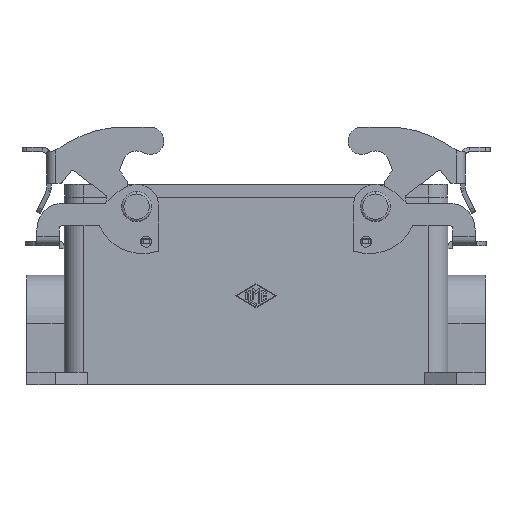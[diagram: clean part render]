
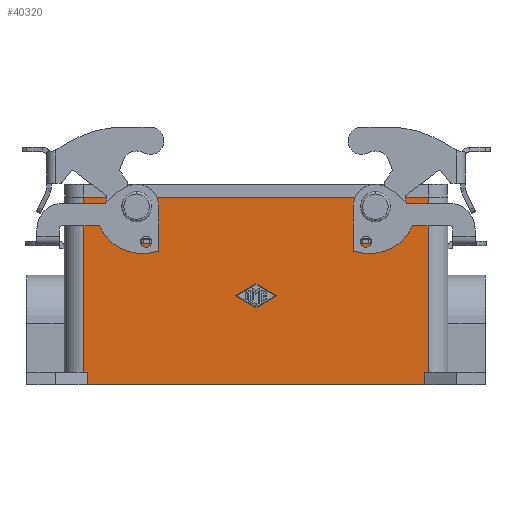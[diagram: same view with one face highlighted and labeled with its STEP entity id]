
A CAD part, front view. The second image highlights one B-rep face of the part: STEP entity #40320.
In plain terms, the highlighted planar face has unit normal (0, -1, 0).
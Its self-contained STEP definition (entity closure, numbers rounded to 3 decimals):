
#13360=CARTESIAN_POINT('',(0.,-22.25,1.5)
);
#13370=VERTEX_POINT('',#13360);
#13420=CARTESIAN_POINT('',(0.,-22.25,0.));
#13430=DIRECTION('',(0.,1.,0.));
#13440=DIRECTION('',(0.,0.,1.));
#13450=AXIS2_PLACEMENT_3D('',#13420,#13430,#13440);
#13460=CIRCLE('',#13450,1.5);
#13470=CARTESIAN_POINT('',(0.,-22.25,
-1.5));
#13480=VERTEX_POINT('',#13470);
#13490=EDGE_CURVE('',#13370,#13480,#13460,.T.);
#18980=CARTESIAN_POINT('',(-75.,-22.25,1.5));
#18990=VERTEX_POINT('',#18980);
#19170=CARTESIAN_POINT('',(-75.,-22.25,-1.5));
#19180=VERTEX_POINT('',#19170);
#19210=CARTESIAN_POINT('',(-75.,-22.25,0.));
#19220=DIRECTION('',(0.,1.,0.));
#19230=DIRECTION('',(0.,0.,1.));
#19240=AXIS2_PLACEMENT_3D('',#19210,#19220,#19230);
#19250=CIRCLE('',#19240,1.5);
#19260=EDGE_CURVE('',#19180,#18990,#19250,.T.);
#31740=CARTESIAN_POINT('',(-37.5,-22.25,-31.749));
#31750=VERTEX_POINT('',#31740);
#31800=CARTESIAN_POINT('',(-37.5,-22.25,-31.749));
#31810=DIRECTION('',(-0.866,0.,0.5));
#31820=VECTOR('',#31810,7.504);
#31830=LINE('',#31800,#31820);
#31840=CARTESIAN_POINT('',(-44.,-22.25,-28.));
#31850=VERTEX_POINT('',#31840);
#31860=EDGE_CURVE('',#31750,#31850,#31830,.T.);
#32140=CARTESIAN_POINT('',(-31.,-22.25,-28.));
#32150=VERTEX_POINT('',#32140);
#32200=CARTESIAN_POINT('',(-31.,-22.25,-28.));
#32210=DIRECTION('',(-0.866,0.,-0.5));
#32220=VECTOR('',#32210,7.504);
#32230=LINE('',#32200,#32220);
#32240=EDGE_CURVE('',#32150,#31750,#32230,.T.);
#32450=CARTESIAN_POINT('',(-37.5,-22.25,-24.251));
#32460=VERTEX_POINT('',#32450);
#32510=CARTESIAN_POINT('',(-37.5,-22.25,-24.251));
#32520=DIRECTION('',(0.866,0.,-0.5));
#32530=VECTOR('',#32520,7.504);
#32540=LINE('',#32510,#32530);
#32550=EDGE_CURVE('',#32460,#32150,#32540,.T.);
#32730=CARTESIAN_POINT('',(-44.,-22.25,-28.));
#32740=DIRECTION('',(0.866,0.,0.5));
#32750=VECTOR('',#32740,7.504);
#32760=LINE('',#32730,#32750);
#32770=EDGE_CURVE('',#31850,#32460,#32760,.T.);
#39450=CARTESIAN_POINT('',(15.5,-22.25,-56.));
#39460=DIRECTION('',(0.,-1.,0.));
#39470=DIRECTION('',(0.,0.,-1.));
#39480=AXIS2_PLACEMENT_3D('',#39450,#39460,#39470);
#39490=PLANE('',#39480);
#39500=CARTESIAN_POINT('',(-90.5,-22.25,-52.));
#39510=DIRECTION('',(-1.,0.,0.));
#39520=VECTOR('',#39510,1.25);
#39530=LINE('',#39500,#39520);
#39540=CARTESIAN_POINT('',(-90.5,-22.25,-52.));
#39550=VERTEX_POINT('',#39540);
#39560=CARTESIAN_POINT('',(-91.75,-22.25,-52.));
#39570=VERTEX_POINT('',#39560);
#39580=EDGE_CURVE('',#39550,#39570,#39530,.T.);
#39590=ORIENTED_EDGE('',*,*,#39580,.F.);
#39600=CARTESIAN_POINT('',(-91.75,-22.25,-52.));
#39610=DIRECTION('',(0.,0.,1.));
#39620=VECTOR('',#39610,55.);
#39630=LINE('',#39600,#39620);
#39640=CARTESIAN_POINT('',(-91.75,-22.25,3.));
#39650=VERTEX_POINT('',#39640);
#39660=EDGE_CURVE('',#39570,#39650,#39630,.T.);
#39670=ORIENTED_EDGE('',*,*,#39660,.F.);
#39680=CARTESIAN_POINT('',(16.75,-22.25,3.));
#39690=DIRECTION('',(-1.,0.,0.));
#39700=VECTOR('',#39690,108.5);
#39710=LINE('',#39680,#39700);
#39720=CARTESIAN_POINT('',(16.75,-22.25,3.));
#39730=VERTEX_POINT('',#39720);
#39740=EDGE_CURVE('',#39730,#39650,#39710,.T.);
#39750=ORIENTED_EDGE('',*,*,#39740,.T.);
#39760=CARTESIAN_POINT('',(16.75,-22.25,-52.));
#39770=DIRECTION('',(0.,0.,1.));
#39780=VECTOR('',#39770,55.);
#39790=LINE('',#39760,#39780);
#39800=CARTESIAN_POINT('',(16.75,-22.25,-52.));
#39810=VERTEX_POINT('',#39800);
#39820=EDGE_CURVE('',#39810,#39730,#39790,.T.);
#39830=ORIENTED_EDGE('',*,*,#39820,.T.);
#39840=CARTESIAN_POINT('',(16.75,-22.25,-52.));
#39850=DIRECTION('',(-1.,0.,0.));
#39860=VECTOR('',#39850,1.25);
#39870=LINE('',#39840,#39860);
#39880=CARTESIAN_POINT('',(15.5,-22.25,-52.));
#39890=VERTEX_POINT('',#39880);
#39900=EDGE_CURVE('',#39810,#39890,#39870,.T.);
#39910=ORIENTED_EDGE('',*,*,#39900,.F.);
#39920=CARTESIAN_POINT('',(15.5,-22.25,-56.));
#39930=DIRECTION('',(0.,0.,1.));
#39940=VECTOR('',#39930,4.);
#39950=LINE('',#39920,#39940);
#39960=CARTESIAN_POINT('',(15.5,-22.25,-56.));
#39970=VERTEX_POINT('',#39960);
#39980=EDGE_CURVE('',#39970,#39890,#39950,.T.);
#39990=ORIENTED_EDGE('',*,*,#39980,.T.);
#40000=CARTESIAN_POINT('',(15.5,-22.25,-56.));
#40010=DIRECTION('',(-1.,0.,0.));
#40020=VECTOR('',#40010,106.);
#40030=LINE('',#40000,#40020);
#40040=CARTESIAN_POINT('',(-90.5,-22.25,-56.));
#40050=VERTEX_POINT('',#40040);
#40060=EDGE_CURVE('',#39970,#40050,#40030,.T.);
#40070=ORIENTED_EDGE('',*,*,#40060,.F.);
#40080=CARTESIAN_POINT('',(-90.5,-22.25,-56.));
#40090=DIRECTION('',(0.,0.,1.));
#40100=VECTOR('',#40090,4.);
#40110=LINE('',#40080,#40100);
#40120=EDGE_CURVE('',#40050,#39550,#40110,.T.);
#40130=ORIENTED_EDGE('',*,*,#40120,.F.);
#40140=EDGE_LOOP('',(#40130,#40070,#39990,#39910,#39830,#39750,#39670,
#39590));
#40150=FACE_OUTER_BOUND('',#40140,.T.);
#40160=EDGE_CURVE('',#13480,#13370,#13460,.T.);
#40170=ORIENTED_EDGE('',*,*,#40160,.T.);
#40180=ORIENTED_EDGE('',*,*,#13490,.T.);
#40190=EDGE_LOOP('',(#40180,#40170));
#40200=FACE_BOUND('',#40190,.T.);
#40210=EDGE_CURVE('',#18990,#19180,#19250,.T.);
#40220=ORIENTED_EDGE('',*,*,#40210,.T.);
#40230=ORIENTED_EDGE('',*,*,#19260,.T.);
#40240=EDGE_LOOP('',(#40230,#40220));
#40250=FACE_BOUND('',#40240,.T.);
#40260=ORIENTED_EDGE('',*,*,#32240,.T.);
#40270=ORIENTED_EDGE('',*,*,#32550,.T.);
#40280=ORIENTED_EDGE('',*,*,#32770,.T.);
#40290=ORIENTED_EDGE('',*,*,#31860,.T.);
#40300=EDGE_LOOP('',(#40290,#40280,#40270,#40260));
#40310=FACE_BOUND('',#40300,.T.);
#40320=ADVANCED_FACE('',(#40150,#40200,#40250,#40310),#39490,.T.);
